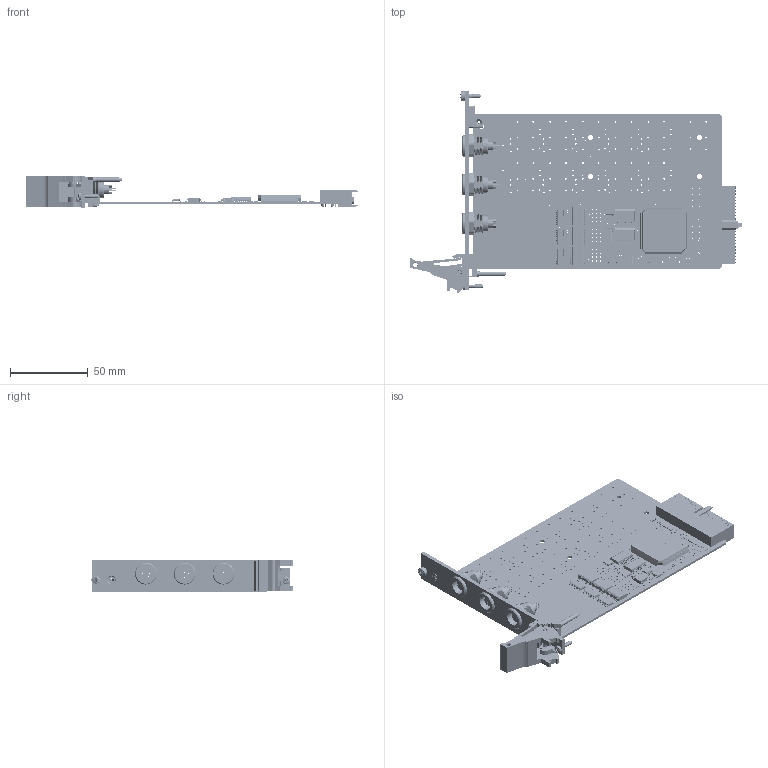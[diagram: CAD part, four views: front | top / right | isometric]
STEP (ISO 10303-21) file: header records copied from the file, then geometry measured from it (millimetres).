
FILE_DESCRIPTION (( 'STEP AP214' ), '1' );
FILE_NAME ('40-785-923-E PXI REM 3x6CH MUX Driver Card.STEP', '2013-09-10T08:37:05', ( 'admin' ), ( '' ), 'SwSTEP 2.0', 'SolidWorks 2012', '' );
FILE_SCHEMA (( 'AUTOMOTIVE_DESIGN' ));
Length unit declared in the file: millimetre
Products named in the file (1): 40-785-923-E PXI REM 3x6CH MUX Driver Card
Bounding box: 213.93 x 129.67 x 20 mm (x, y, z)
Surface area: 61320 mm2 (no closed solid volume)
Topology: 0 solids, 501 shells, 3768 faces, 15549 edges, 11939 vertices
Faces by surface type: plane 2574, cylinder 1015, cone 155, torus 10, bspline 9, sphere 5
Full cylindrical faces by diameter (mm): 0.4 x35, 0.406 x276, 0.6 x110, 0.7 x40, 0.8 x30, 0.9 x33, 1 x64, 1.1 x66, 1.496 x2, 2 x6, 2.05 x1, 2.497 x1, 2.5 x4, 2.6 x1, 2.7 x1, 2.8 x1, 3 x3, 3.2 x5, 4.7 x1, 5 x4, 5.3 x1, 5.8 x3, 5.9 x1, 6 x1, 9 x3, 10.35 x3, 14 x3, 15 x3
Entity records: 204437 total; most frequent: CARTESIAN_POINT 38006, DIRECTION 25013, ORIENTED_EDGE 20445, EDGE_CURVE 14699, VERTEX_POINT 11820, LINE 10287, VECTOR 10287, AXIS2_PLACEMENT_3D 7363
